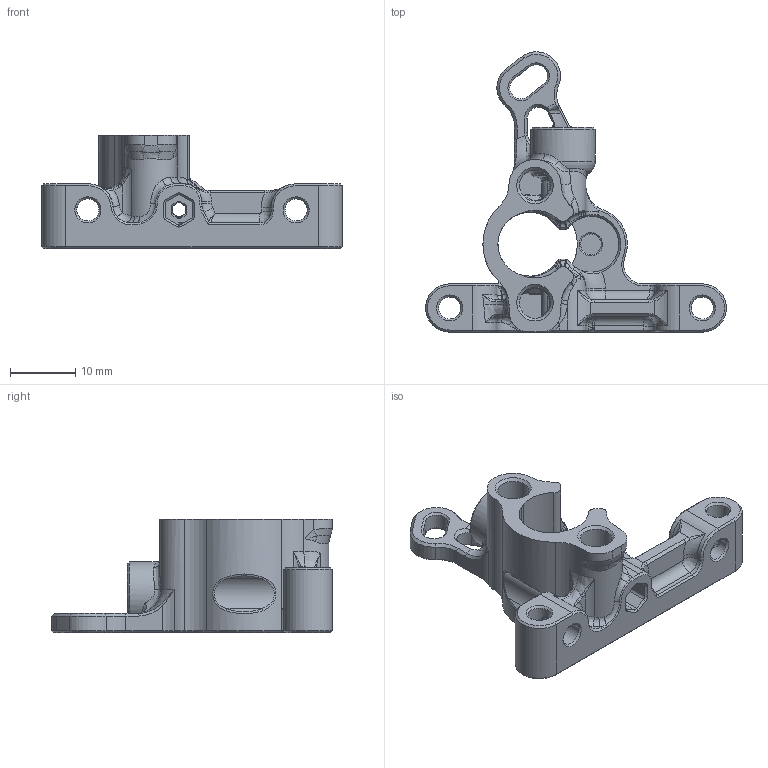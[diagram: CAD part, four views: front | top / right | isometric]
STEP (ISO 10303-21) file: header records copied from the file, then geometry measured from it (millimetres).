
FILE_DESCRIPTION(/* description */ ('STEP AP242','CAx-IF Rec.Pracs.---Representation and Presentation of Product Manufacturing Information (PMI)---4.0---2014-10-13','CAx-IF Rec.Pracs.---3D Tessellated Geometry---0.4---2014-09-14','2;1'),/* implementation_level */ '2;1');
FILE_NAME(/* name */ '663ff2d7493a6e17fbe02ccf',/* time_stamp */ '2024-05-11T22:36:07Z',/* author */ (''),/* organization */ (''),/* preprocessor_version */ 'ST-DEVELOPER v20',/* originating_system */ ' ',/* authorisation */ ' ');
FILE_SCHEMA (('AP242_MANAGED_MODEL_BASED_3D_ENGINEERING_MIM_LF { 1 0 10303 442 1 1 4 }'));
Length unit declared in the file: metre
Products named in the file (1): Part 1
Bounding box: 46.2 x 43.06 x 17.5 mm (x, y, z)
Volume: 5079 mm3; surface area: 4997.4 mm2
Topology: 1 solids, 1 shells, 692 faces, 1684 edges, 944 vertices
Faces by surface type: bspline 263, cylinder 164, plane 126, cone 87, torus 48, sphere 4
Full cylindrical faces by diameter (mm): 3.2 x1, 3.4 x6, 4.8 x2, 5.1 x1, 6.9 x1, 13 x1
Entity records: 26608 total; most frequent: CARTESIAN_POINT 12682, ORIENTED_EDGE 3184, DIRECTION 2481, EDGE_CURVE 1592, AXIS2_PLACEMENT_3D 1014, VERTEX_POINT 929, EDGE_LOOP 743, FACE_BOUND 743
